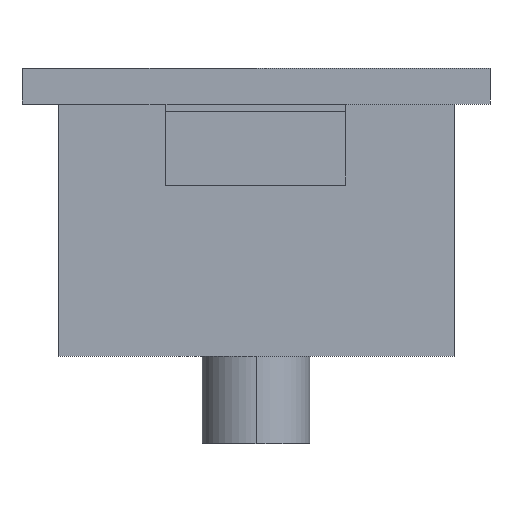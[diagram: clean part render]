
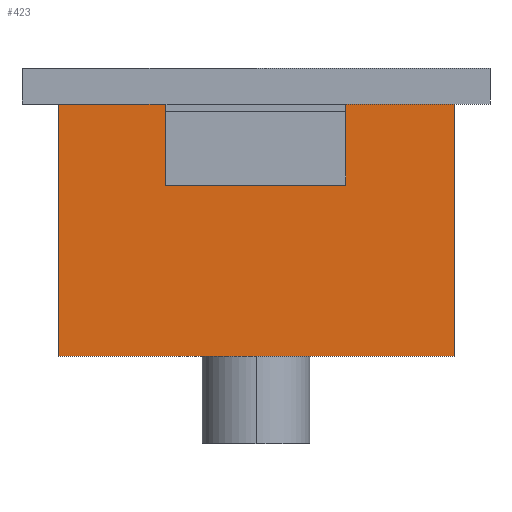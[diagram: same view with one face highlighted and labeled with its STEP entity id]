
A CAD part, left-side view. The second image highlights one B-rep face of the part: STEP entity #423.
In plain terms, the highlighted planar face has unit normal (-1, 0, 0).
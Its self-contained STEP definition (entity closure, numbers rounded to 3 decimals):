
#423=ADVANCED_FACE('',(#582),#2319,.T.);
#582=FACE_OUTER_BOUND('',#743,.T.);
#743=EDGE_LOOP('',(#1009,#1010,#1011,#1012));
#1009=ORIENTED_EDGE('',*,*,#1633,.T.);
#1010=ORIENTED_EDGE('',*,*,#1626,.T.);
#1011=ORIENTED_EDGE('',*,*,#1634,.F.);
#1012=ORIENTED_EDGE('',*,*,#1631,.F.);
#1626=EDGE_CURVE('',#2117,#2120,#1960,.T.);
#1631=EDGE_CURVE('',#2123,#2124,#1965,.T.);
#1633=EDGE_CURVE('',#2123,#2117,#1967,.T.);
#1634=EDGE_CURVE('',#2124,#2120,#1968,.T.);
#1960=B_SPLINE_CURVE_WITH_KNOTS('',1,(#2773,#2774),.UNSPECIFIED.,.F.,.F.,
(2,2),(0.,70.),.UNSPECIFIED.);
#1965=B_SPLINE_CURVE_WITH_KNOTS('',1,(#2783,#2784),.UNSPECIFIED.,.F.,.F.,
(2,2),(0.,70.),.UNSPECIFIED.);
#1967=B_SPLINE_CURVE_WITH_KNOTS('',1,(#2787,#2788),.UNSPECIFIED.,.F.,.F.,
(2,2),(330.,440.),.UNSPECIFIED.);
#1968=B_SPLINE_CURVE_WITH_KNOTS('',1,(#2789,#2790),.UNSPECIFIED.,.F.,.F.,
(2,2),(330.,440.),.UNSPECIFIED.);
#2117=VERTEX_POINT('',#2743);
#2120=VERTEX_POINT('',#2746);
#2123=VERTEX_POINT('',#2749);
#2124=VERTEX_POINT('',#2750);
#2319=PLANE('',#2409);
#2409=AXIS2_PLACEMENT_3D('',#2731,#2482,$);
#2482=DIRECTION('',(-1.,0.,0.));
#2731=CARTESIAN_POINT('',(-55.,55.,0.));
#2743=CARTESIAN_POINT('',(-55.,-55.,0.));
#2746=CARTESIAN_POINT('',(-55.,-55.,70.));
#2749=CARTESIAN_POINT('',(-55.,55.,0.));
#2750=CARTESIAN_POINT('',(-55.,55.,70.));
#2773=CARTESIAN_POINT('',(-55.,-55.,0.));
#2774=CARTESIAN_POINT('',(-55.,-55.,70.));
#2783=CARTESIAN_POINT('',(-55.,55.,0.));
#2784=CARTESIAN_POINT('',(-55.,55.,70.));
#2787=CARTESIAN_POINT('',(-55.,55.,0.));
#2788=CARTESIAN_POINT('',(-55.,-55.,0.));
#2789=CARTESIAN_POINT('',(-55.,55.,70.));
#2790=CARTESIAN_POINT('',(-55.,-55.,70.));
